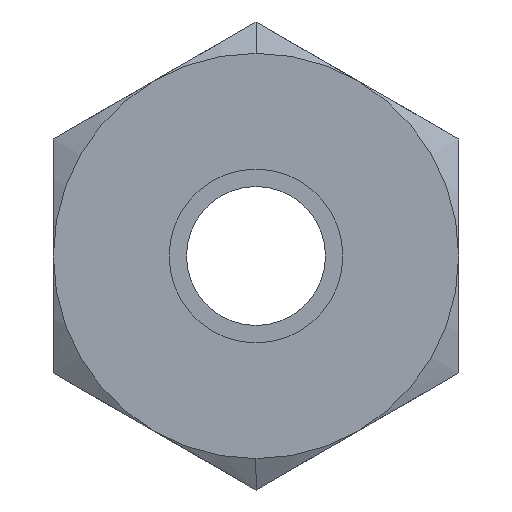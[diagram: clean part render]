
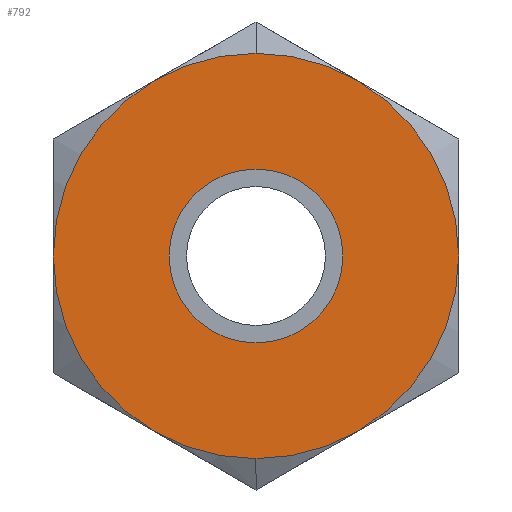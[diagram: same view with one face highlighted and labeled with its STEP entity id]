
A CAD part, left-side view. The second image highlights one B-rep face of the part: STEP entity #792.
In plain terms, the highlighted planar face has unit normal (-1, 0, 0).
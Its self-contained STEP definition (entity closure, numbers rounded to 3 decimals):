
#36 = ORIENTED_EDGE ( 'NONE', *, *, #3698, .T. ) ;
#44 = DIRECTION ( 'NONE',  ( 0., 0., 1. ) ) ;
#304 = DIRECTION ( 'NONE',  ( 1., 0., 0. ) ) ;
#413 = CARTESIAN_POINT ( 'NONE',  ( 0., 0., 0. ) ) ;
#512 = VERTEX_POINT ( 'NONE', #6733 ) ;
#792 = ADVANCED_FACE ( 'NONE', ( #6627, #1209 ), #3415, .T. ) ;
#845 = VERTEX_POINT ( 'NONE', #4737 ) ;
#868 = CIRCLE ( 'NONE', #3524, 3. ) ;
#870 = DIRECTION ( 'NONE',  ( 1., 0., 0. ) ) ;
#900 = CARTESIAN_POINT ( 'NONE',  ( 0., 0., -3. ) ) ;
#991 = AXIS2_PLACEMENT_3D ( 'NONE', #5164, #870, #2372 ) ;
#1209 = FACE_OUTER_BOUND ( 'NONE', #5024, .T. ) ;
#1296 = DIRECTION ( 'NONE',  ( 0., 0., -1. ) ) ;
#1531 = DIRECTION ( 'NONE',  ( 0., 0., 1. ) ) ;
#2372 = DIRECTION ( 'NONE',  ( 0., 0., 1. ) ) ;
#2520 = VERTEX_POINT ( 'NONE', #3769 ) ;
#2774 = EDGE_CURVE ( 'NONE', #2520, #512, #5828, .T. ) ;
#2883 = EDGE_LOOP ( 'NONE', ( #36, #6372 ) ) ;
#3236 = CARTESIAN_POINT ( 'NONE',  ( 0., 0., 0. ) ) ;
#3415 = PLANE ( 'NONE',  #4814 ) ;
#3524 = AXIS2_PLACEMENT_3D ( 'NONE', #3584, #5227, #1296 ) ;
#3540 = CIRCLE ( 'NONE', #5717, 7. ) ;
#3584 = CARTESIAN_POINT ( 'NONE',  ( 0., 0., 0. ) ) ;
#3698 = EDGE_CURVE ( 'NONE', #4028, #845, #868, .T. ) ;
#3769 = CARTESIAN_POINT ( 'NONE',  ( 0., 0., 7. ) ) ;
#4028 = VERTEX_POINT ( 'NONE', #900 ) ;
#4104 = CIRCLE ( 'NONE', #991, 3. ) ;
#4159 = ORIENTED_EDGE ( 'NONE', *, *, #5416, .F. ) ;
#4325 = DIRECTION ( 'NONE',  ( 1., 0., 0. ) ) ;
#4490 = CARTESIAN_POINT ( 'NONE',  ( 0., 0., 3.5 ) ) ;
#4582 = EDGE_CURVE ( 'NONE', #845, #4028, #4104, .T. ) ;
#4737 = CARTESIAN_POINT ( 'NONE',  ( 0., 0., 3. ) ) ;
#4749 = DIRECTION ( 'NONE',  ( 0., 0., -1. ) ) ;
#4814 = AXIS2_PLACEMENT_3D ( 'NONE', #4490, #5066, #44 ) ;
#5024 = EDGE_LOOP ( 'NONE', ( #6602, #4159 ) ) ;
#5066 = DIRECTION ( 'NONE',  ( -1., 0., 0. ) ) ;
#5164 = CARTESIAN_POINT ( 'NONE',  ( 0., 0., 0. ) ) ;
#5227 = DIRECTION ( 'NONE',  ( 1., 0., 0. ) ) ;
#5416 = EDGE_CURVE ( 'NONE', #512, #2520, #3540, .T. ) ;
#5717 = AXIS2_PLACEMENT_3D ( 'NONE', #413, #304, #4749 ) ;
#5828 = CIRCLE ( 'NONE', #6763, 7. ) ;
#6372 = ORIENTED_EDGE ( 'NONE', *, *, #4582, .T. ) ;
#6602 = ORIENTED_EDGE ( 'NONE', *, *, #2774, .F. ) ;
#6627 = FACE_BOUND ( 'NONE', #2883, .T. ) ;
#6733 = CARTESIAN_POINT ( 'NONE',  ( 0., 0., -7. ) ) ;
#6763 = AXIS2_PLACEMENT_3D ( 'NONE', #3236, #4325, #1531 ) ;
